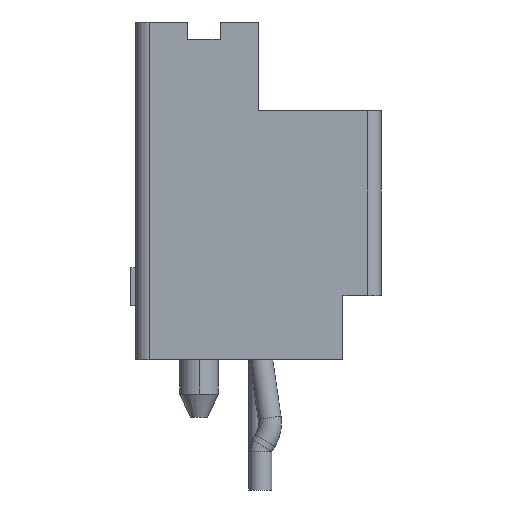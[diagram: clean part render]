
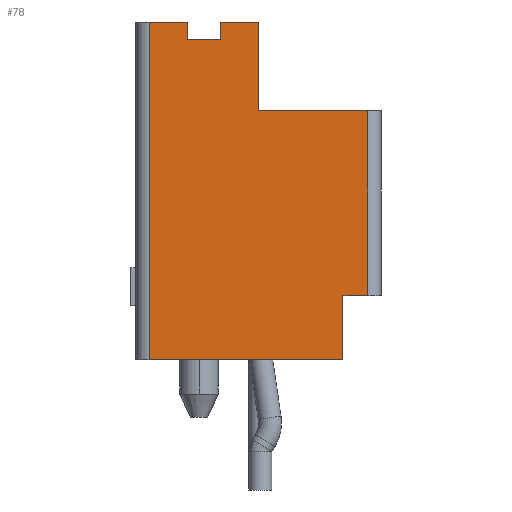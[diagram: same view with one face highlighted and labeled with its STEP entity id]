
A CAD part, left-side view. The second image highlights one B-rep face of the part: STEP entity #78.
In plain terms, the highlighted planar face has unit normal (-1, 0, 0).
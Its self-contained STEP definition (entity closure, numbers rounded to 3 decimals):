
#78=ADVANCED_FACE('',(#246),#247,.T.);
#246=FACE_OUTER_BOUND('',#515,.T.);
#247=PLANE('',#516);
#515=EDGE_LOOP('',(#1131,#1132,#1133,#1134,#1135,#1136,#1137,#1138,#1139,#1140,#1141,#1142));
#516=AXIS2_PLACEMENT_3D('',#1143,#1144,#1145);
#1131=ORIENTED_EDGE('',*,*,#2048,.F.);
#1132=ORIENTED_EDGE('',*,*,#2049,.F.);
#1133=ORIENTED_EDGE('',*,*,#1968,.F.);
#1134=ORIENTED_EDGE('',*,*,#2050,.T.);
#1135=ORIENTED_EDGE('',*,*,#2051,.F.);
#1136=ORIENTED_EDGE('',*,*,#1985,.F.);
#1137=ORIENTED_EDGE('',*,*,#1964,.F.);
#1138=ORIENTED_EDGE('',*,*,#2047,.T.);
#1139=ORIENTED_EDGE('',*,*,#2038,.T.);
#1140=ORIENTED_EDGE('',*,*,#2052,.F.);
#1141=ORIENTED_EDGE('',*,*,#2053,.T.);
#1142=ORIENTED_EDGE('',*,*,#2054,.F.);
#1143=CARTESIAN_POINT('',(-5.0,3.25,0.0));
#1144=DIRECTION('',(-1.0,0.0,0.0));
#1145=DIRECTION('',(0.0,0.0,1.0));
#1964=EDGE_CURVE('',#2351,#2353,#2354,.T.);
#1968=EDGE_CURVE('',#2359,#2361,#2362,.T.);
#1985=EDGE_CURVE('',#2353,#2393,#2394,.T.);
#2038=EDGE_CURVE('',#2490,#2488,#2491,.T.);
#2047=EDGE_CURVE('',#2351,#2490,#2501,.T.);
#2048=EDGE_CURVE('',#2502,#2503,#2504,.T.);
#2049=EDGE_CURVE('',#2361,#2502,#2505,.T.);
#2050=EDGE_CURVE('',#2359,#2506,#2507,.T.);
#2051=EDGE_CURVE('',#2393,#2506,#2508,.T.);
#2052=EDGE_CURVE('',#2509,#2488,#2510,.T.);
#2053=EDGE_CURVE('',#2509,#2511,#2512,.T.);
#2054=EDGE_CURVE('',#2503,#2511,#2513,.T.);
#2351=VERTEX_POINT('',#2959);
#2353=VERTEX_POINT('',#2961);
#2354=LINE('',#2962,#2963);
#2359=VERTEX_POINT('',#2970);
#2361=VERTEX_POINT('',#2973);
#2362=LINE('',#2974,#2975);
#2393=VERTEX_POINT('',#3021);
#2394=LINE('',#3022,#3023);
#2488=VERTEX_POINT('',#3167);
#2490=VERTEX_POINT('',#3170);
#2491=LINE('',#3171,#3172);
#2501=LINE('',#3206,#3207);
#2502=VERTEX_POINT('',#3208);
#2503=VERTEX_POINT('',#3209);
#2504=LINE('',#3210,#3211);
#2505=LINE('',#3212,#3213);
#2506=VERTEX_POINT('',#3214);
#2507=LINE('',#3215,#3216);
#2508=LINE('',#3217,#3218);
#2509=VERTEX_POINT('',#3219);
#2510=LINE('',#3220,#3221);
#2511=VERTEX_POINT('',#3222);
#2512=LINE('',#3223,#3224);
#2513=LINE('',#3225,#3226);
#2959=CARTESIAN_POINT('',(-5.0,2.9,0.0));
#2961=CARTESIAN_POINT('',(-5.0,1.9,0.0));
#2962=CARTESIAN_POINT('',(-5.0,2.9,0.0));
#2963=VECTOR('',#3797,1.0);
#2970=CARTESIAN_POINT('',(-5.0,1.05,0.0));
#2973=CARTESIAN_POINT('',(-5.0,0.05,0.0));
#2974=CARTESIAN_POINT('',(-5.0,1.05,0.0));
#2975=VECTOR('',#3801,1.0);
#3021=CARTESIAN_POINT('',(-5.0,1.9,-0.45));
#3022=CARTESIAN_POINT('',(-5.0,1.9,0.0));
#3023=VECTOR('',#3820,0.45);
#3167=CARTESIAN_POINT('',(-5.0,-2.15,-8.8));
#3170=CARTESIAN_POINT('',(-5.0,2.9,-8.8));
#3171=CARTESIAN_POINT('',(-5.0,2.9,-8.8));
#3172=VECTOR('',#3875,5.05);
#3206=CARTESIAN_POINT('',(-5.0,2.9,0.0));
#3207=VECTOR('',#3894,8.8);
#3208=CARTESIAN_POINT('',(-5.0,0.05,-2.31));
#3209=CARTESIAN_POINT('',(-5.0,-2.8,-2.31));
#3210=CARTESIAN_POINT('',(-5.0,0.05,-2.31));
#3211=VECTOR('',#3895,2.85);
#3212=CARTESIAN_POINT('',(-5.0,0.05,0.0));
#3213=VECTOR('',#3896,2.31);
#3214=CARTESIAN_POINT('',(-5.0,1.05,-0.45));
#3215=CARTESIAN_POINT('',(-5.0,1.05,0.0));
#3216=VECTOR('',#3897,0.45);
#3217=CARTESIAN_POINT('',(-5.0,1.9,-0.45));
#3218=VECTOR('',#3898,0.85);
#3219=CARTESIAN_POINT('',(-5.0,-2.15,-7.13));
#3220=CARTESIAN_POINT('',(-5.0,-2.15,-7.13));
#3221=VECTOR('',#3899,1.67);
#3222=CARTESIAN_POINT('',(-5.0,-2.8,-7.13));
#3223=CARTESIAN_POINT('',(-5.0,-2.15,-7.13));
#3224=VECTOR('',#3900,0.65);
#3225=CARTESIAN_POINT('',(-5.0,-2.8,-2.31));
#3226=VECTOR('',#3901,4.82);
#3797=DIRECTION('',(0.0,-1.0,0.0));
#3801=DIRECTION('',(0.0,-1.0,0.0));
#3820=DIRECTION('',(0.0,0.0,-1.0));
#3875=DIRECTION('',(0.0,-1.0,0.0));
#3894=DIRECTION('',(0.0,0.0,-1.0));
#3895=DIRECTION('',(0.0,-1.0,0.0));
#3896=DIRECTION('',(0.0,0.0,-1.0));
#3897=DIRECTION('',(0.0,0.0,-1.0));
#3898=DIRECTION('',(0.0,-1.0,0.0));
#3899=DIRECTION('',(0.0,0.0,-1.0));
#3900=DIRECTION('',(0.0,-1.0,0.0));
#3901=DIRECTION('',(0.0,0.0,-1.0));
